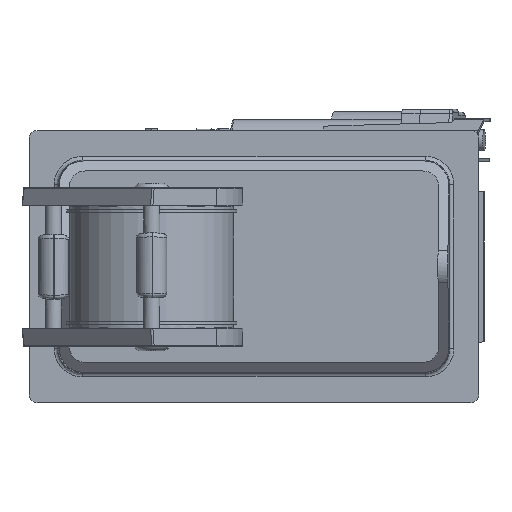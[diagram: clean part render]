
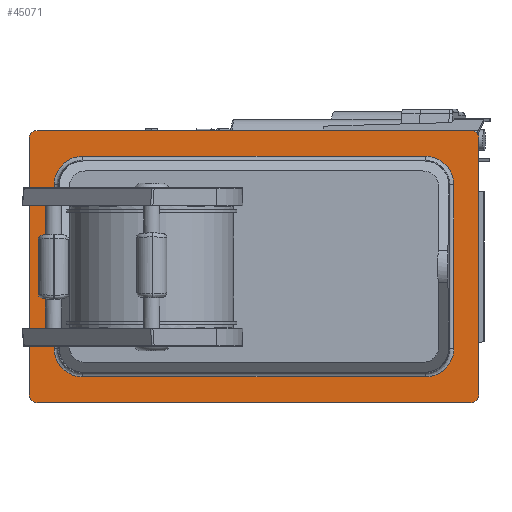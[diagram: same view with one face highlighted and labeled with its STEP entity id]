
A CAD part, front view. The second image highlights one B-rep face of the part: STEP entity #45071.
In plain terms, the highlighted planar face has unit normal (0, -1, 0).
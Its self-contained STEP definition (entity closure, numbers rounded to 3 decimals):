
#360=FACE_BOUND('',#6809,.T.);
#1513=CIRCLE('',#48031,10.);
#1514=CIRCLE('',#48032,10.);
#1515=CIRCLE('',#48033,10.);
#1516=CIRCLE('',#48034,10.);
#2854=PLANE('',#48030);
#4056=FACE_OUTER_BOUND('',#6808,.T.);
#6808=EDGE_LOOP('',(#30064,#30065,#30066,#30067,#30068,#30069,#30070,#30071));
#6809=EDGE_LOOP('',(#30072,#30073,#30074,#30075,#30076,#30077,#30078,#30079));
#9358=ELLIPSE('',#48035,35.011,35.);
#9359=ELLIPSE('',#48036,35.011,35.);
#9360=ELLIPSE('',#48037,35.011,35.);
#9361=ELLIPSE('',#48038,35.011,35.);
#10522=LINE('',#69180,#13659);
#10523=LINE('',#69184,#13660);
#10524=LINE('',#69188,#13661);
#10525=LINE('',#69191,#13662);
#10526=LINE('',#69196,#13663);
#10527=LINE('',#69200,#13664);
#10528=LINE('',#69204,#13665);
#10529=LINE('',#69207,#13666);
#13659=VECTOR('',#53088,313.);
#13660=VECTOR('',#53091,530.);
#13661=VECTOR('',#53094,313.);
#13662=VECTOR('',#53097,530.);
#13663=VECTOR('',#53100,418.838);
#13664=VECTOR('',#53103,199.838);
#13665=VECTOR('',#53106,418.838);
#13666=VECTOR('',#53109,199.838);
#18422=VERTEX_POINT('',#69176);
#18423=VERTEX_POINT('',#69177);
#18424=VERTEX_POINT('',#69179);
#18425=VERTEX_POINT('',#69181);
#18426=VERTEX_POINT('',#69183);
#18427=VERTEX_POINT('',#69185);
#18428=VERTEX_POINT('',#69187);
#18429=VERTEX_POINT('',#69189);
#18430=VERTEX_POINT('',#69192);
#18431=VERTEX_POINT('',#69193);
#18432=VERTEX_POINT('',#69195);
#18433=VERTEX_POINT('',#69197);
#18434=VERTEX_POINT('',#69199);
#18435=VERTEX_POINT('',#69201);
#18436=VERTEX_POINT('',#69203);
#18437=VERTEX_POINT('',#69205);
#22777=EDGE_CURVE('',#18422,#18423,#1513,.T.);
#22778=EDGE_CURVE('',#18424,#18422,#10522,.T.);
#22779=EDGE_CURVE('',#18425,#18424,#1514,.T.);
#22780=EDGE_CURVE('',#18426,#18425,#10523,.T.);
#22781=EDGE_CURVE('',#18427,#18426,#1515,.T.);
#22782=EDGE_CURVE('',#18428,#18427,#10524,.T.);
#22783=EDGE_CURVE('',#18429,#18428,#1516,.T.);
#22784=EDGE_CURVE('',#18423,#18429,#10525,.T.);
#22785=EDGE_CURVE('',#18430,#18431,#9358,.T.);
#22786=EDGE_CURVE('',#18432,#18430,#10526,.T.);
#22787=EDGE_CURVE('',#18433,#18432,#9359,.T.);
#22788=EDGE_CURVE('',#18434,#18433,#10527,.T.);
#22789=EDGE_CURVE('',#18435,#18434,#9360,.T.);
#22790=EDGE_CURVE('',#18436,#18435,#10528,.T.);
#22791=EDGE_CURVE('',#18437,#18436,#9361,.T.);
#22792=EDGE_CURVE('',#18431,#18437,#10529,.T.);
#30064=ORIENTED_EDGE('',*,*,#22777,.F.);
#30065=ORIENTED_EDGE('',*,*,#22778,.F.);
#30066=ORIENTED_EDGE('',*,*,#22779,.F.);
#30067=ORIENTED_EDGE('',*,*,#22780,.F.);
#30068=ORIENTED_EDGE('',*,*,#22781,.F.);
#30069=ORIENTED_EDGE('',*,*,#22782,.F.);
#30070=ORIENTED_EDGE('',*,*,#22783,.F.);
#30071=ORIENTED_EDGE('',*,*,#22784,.F.);
#30072=ORIENTED_EDGE('',*,*,#22785,.F.);
#30073=ORIENTED_EDGE('',*,*,#22786,.F.);
#30074=ORIENTED_EDGE('',*,*,#22787,.F.);
#30075=ORIENTED_EDGE('',*,*,#22788,.F.);
#30076=ORIENTED_EDGE('',*,*,#22789,.F.);
#30077=ORIENTED_EDGE('',*,*,#22790,.F.);
#30078=ORIENTED_EDGE('',*,*,#22791,.F.);
#30079=ORIENTED_EDGE('',*,*,#22792,.F.);
#45071=ADVANCED_FACE('',(#4056,#360),#2854,.T.);
#48030=AXIS2_PLACEMENT_3D('',#69175,#53084,#53085);
#48031=AXIS2_PLACEMENT_3D('',#69178,#53086,#53087);
#48032=AXIS2_PLACEMENT_3D('',#69182,#53089,#53090);
#48033=AXIS2_PLACEMENT_3D('',#69186,#53092,#53093);
#48034=AXIS2_PLACEMENT_3D('',#69190,#53095,#53096);
#48035=AXIS2_PLACEMENT_3D('',#69194,#53098,#53099);
#48036=AXIS2_PLACEMENT_3D('',#69198,#53101,#53102);
#48037=AXIS2_PLACEMENT_3D('',#69202,#53104,#53105);
#48038=AXIS2_PLACEMENT_3D('',#69206,#53107,#53108);
#53084=DIRECTION('center_axis',(0.,-1.,0.));
#53085=DIRECTION('ref_axis',(0.,0.,-1.));
#53086=DIRECTION('center_axis',(0.,1.,0.));
#53087=DIRECTION('ref_axis',(0.707,0.,-0.707));
#53088=DIRECTION('',(0.,0.,-1.));
#53089=DIRECTION('center_axis',(0.,1.,0.));
#53090=DIRECTION('ref_axis',(0.707,0.,0.707));
#53091=DIRECTION('',(1.,0.,0.));
#53092=DIRECTION('center_axis',(0.,1.,0.));
#53093=DIRECTION('ref_axis',(-0.707,0.,0.707));
#53094=DIRECTION('',(0.,0.,1.));
#53095=DIRECTION('center_axis',(0.,1.,0.));
#53096=DIRECTION('ref_axis',(-0.707,0.,-0.707));
#53097=DIRECTION('',(-1.,0.,0.));
#53098=DIRECTION('center_axis',(0.,-1.,0.));
#53099=DIRECTION('ref_axis',(-0.707,0.,0.707));
#53100=DIRECTION('',(-1.,0.,0.));
#53101=DIRECTION('center_axis',(0.,-1.,0.));
#53102=DIRECTION('ref_axis',(0.707,0.,0.707));
#53103=DIRECTION('',(0.,0.,1.));
#53104=DIRECTION('center_axis',(0.,-1.,0.));
#53105=DIRECTION('ref_axis',(0.707,0.,-0.707));
#53106=DIRECTION('',(1.,0.,0.));
#53107=DIRECTION('center_axis',(0.,-1.,0.));
#53108=DIRECTION('ref_axis',(-0.707,0.,-0.707));
#53109=DIRECTION('',(0.,0.,-1.));
#69175=CARTESIAN_POINT('Origin',(-95.,-65.,375.188));
#69176=CARTESIAN_POINT('',(180.,-65.,218.688));
#69177=CARTESIAN_POINT('',(170.,-65.,208.688));
#69178=CARTESIAN_POINT('Origin',(170.,-65.,218.688));
#69179=CARTESIAN_POINT('',(180.,-65.,531.688));
#69180=CARTESIAN_POINT('',(180.,-65.,458.438));
#69181=CARTESIAN_POINT('',(170.,-65.,541.688));
#69182=CARTESIAN_POINT('Origin',(170.,-65.,531.688));
#69183=CARTESIAN_POINT('',(-360.,-65.,541.688));
#69184=CARTESIAN_POINT('',(-232.5,-65.,541.688));
#69185=CARTESIAN_POINT('',(-370.,-65.,531.688));
#69186=CARTESIAN_POINT('Origin',(-360.,-65.,531.688));
#69187=CARTESIAN_POINT('',(-370.,-65.,218.688));
#69188=CARTESIAN_POINT('',(-370.,-65.,291.938));
#69189=CARTESIAN_POINT('',(-360.,-65.,208.688));
#69190=CARTESIAN_POINT('Origin',(-360.,-65.,218.688));
#69191=CARTESIAN_POINT('',(42.5,-65.,208.688));
#69192=CARTESIAN_POINT('',(-304.419,-65.,510.101));
#69193=CARTESIAN_POINT('',(-339.413,-65.,475.106));
#69194=CARTESIAN_POINT('Origin',(-304.408,-65.,475.096));
#69195=CARTESIAN_POINT('',(114.419,-65.,510.101));
#69196=CARTESIAN_POINT('',(24.75,-65.,510.101));
#69197=CARTESIAN_POINT('',(149.413,-65.,475.106));
#69198=CARTESIAN_POINT('Origin',(114.408,-65.,475.096));
#69199=CARTESIAN_POINT('',(149.413,-65.,275.269));
#69200=CARTESIAN_POINT('',(149.413,-65.,310.188));
#69201=CARTESIAN_POINT('',(114.419,-65.,240.274));
#69202=CARTESIAN_POINT('Origin',(114.408,-65.,275.279));
#69203=CARTESIAN_POINT('',(-304.419,-65.,240.274));
#69204=CARTESIAN_POINT('',(-214.75,-65.,240.274));
#69205=CARTESIAN_POINT('',(-339.413,-65.,275.269));
#69206=CARTESIAN_POINT('Origin',(-304.408,-65.,275.279));
#69207=CARTESIAN_POINT('',(-339.413,-65.,440.188));
